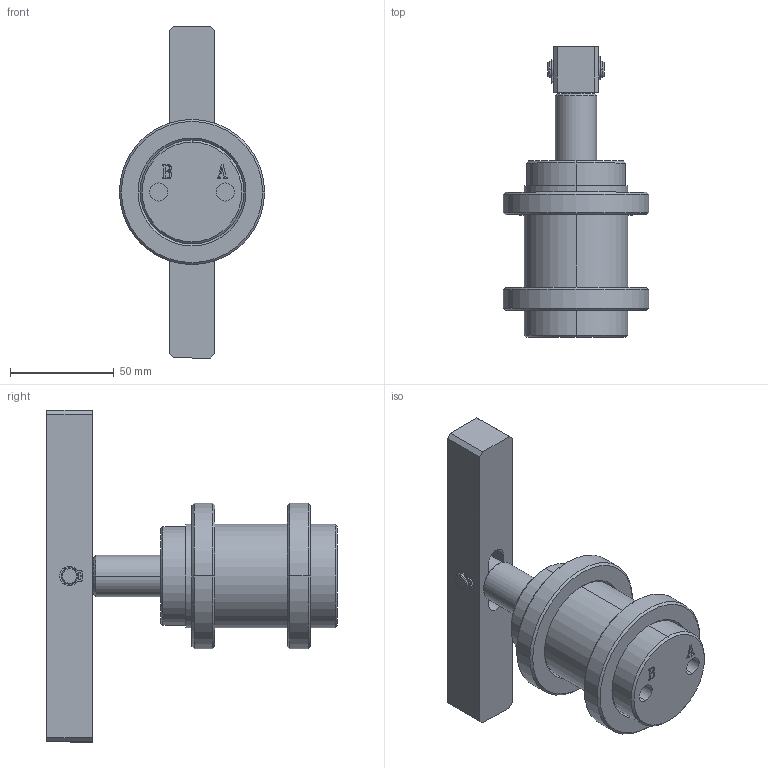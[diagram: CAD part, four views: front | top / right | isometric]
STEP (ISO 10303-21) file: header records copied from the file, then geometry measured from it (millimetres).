
FILE_DESCRIPTION (( 'STEP AP203' ), '1' );
FILE_NAME ('HSL-TB32D.STEP', '2019-10-06T06:40:39', ( '微软用户' ), ( '微软中国' ), 'SwSTEP 2.0', 'SolidWorks 2012', '' );
FILE_SCHEMA (( 'CONFIG_CONTROL_DESIGN' ));
Length unit declared in the file: millimetre
Products named in the file (7): HSL-TB32D蛌褒詰揤旋杻秶; external circlip_bsi_BS 3673-4 - S007M; 蹟譫; HSL-TB32D; HSL-TB32S掛极; HSL-TB32D蛌褒詰隅弇种; HSL-32D蛌褒詰嶺裝
Assembly tree (8 placements, depth 2):
  HSL-TB32D
    HSL-TB32S掛极
    HSL-TB32D蛌褒詰隅弇种
    HSL-32D蛌褒詰嶺裝
    HSL-TB32D蛌褒詰揤旋杻秶
    external circlip_bsi_BS 3673-4 - S007M  x2
    蹟譫  x2
Bounding box: 70 x 140 x 160 mm (x, y, z)
Volume: 264438.3 mm3; surface area: 64375.3 mm2
Topology: 8 solids, 8 shells, 223 faces, 538 edges, 346 vertices
Faces by surface type: plane 97, cylinder 74, cone 32, bspline 16, torus 4
Entity records: 6820 total; most frequent: CARTESIAN_POINT 1760, DIRECTION 897, ORIENTED_EDGE 870, EDGE_CURVE 435, AXIS2_PLACEMENT_3D 321, VERTEX_POINT 280, VECTOR 255, LINE 255
